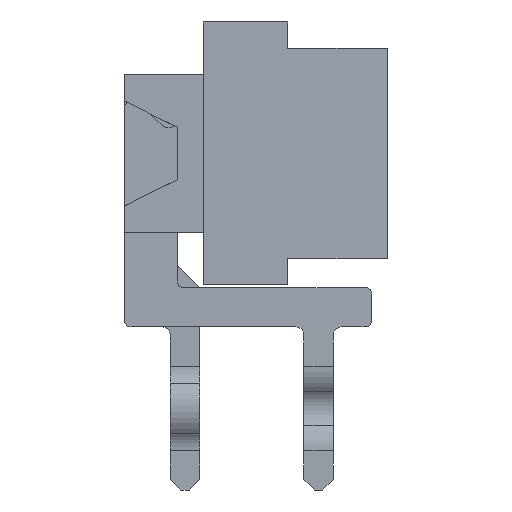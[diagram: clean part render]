
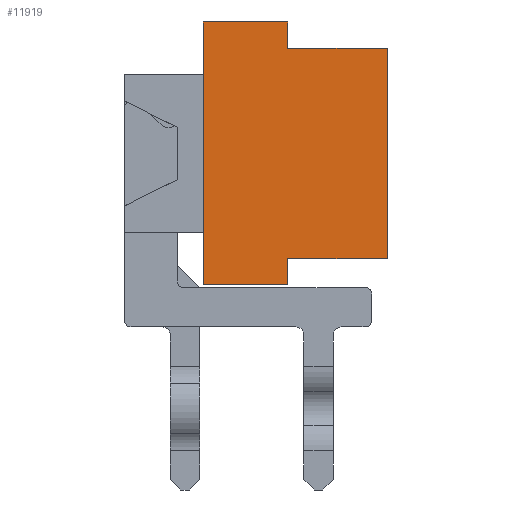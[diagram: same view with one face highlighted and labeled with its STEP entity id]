
A CAD part, front view. The second image highlights one B-rep face of the part: STEP entity #11919.
In plain terms, the highlighted face is planar.
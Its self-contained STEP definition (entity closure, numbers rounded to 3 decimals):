
#253=PLANE('',#12917);
#1256=LINE('',#18714,#2685);
#1275=LINE('',#18753,#2704);
#1276=LINE('',#18756,#2705);
#1277=LINE('',#18758,#2706);
#1278=LINE('',#18760,#2707);
#1279=LINE('',#18762,#2708);
#1280=LINE('',#18764,#2709);
#1281=LINE('',#18765,#2710);
#2685=VECTOR('',#15353,1000.);
#2704=VECTOR('',#15380,1000.);
#2705=VECTOR('',#15381,1000.);
#2706=VECTOR('',#15382,1000.);
#2707=VECTOR('',#15383,1000.);
#2708=VECTOR('',#15384,1000.);
#2709=VECTOR('',#15385,1000.);
#2710=VECTOR('',#15386,1000.);
#5515=ORIENTED_EDGE('',*,*,#7977,.T.);
#5516=ORIENTED_EDGE('',*,*,#7978,.F.);
#5517=ORIENTED_EDGE('',*,*,#7979,.F.);
#5518=ORIENTED_EDGE('',*,*,#7980,.F.);
#5519=ORIENTED_EDGE('',*,*,#7981,.F.);
#5520=ORIENTED_EDGE('',*,*,#7982,.T.);
#5521=ORIENTED_EDGE('',*,*,#7958,.F.);
#5522=ORIENTED_EDGE('',*,*,#7983,.T.);
#7958=EDGE_CURVE('',#9357,#9354,#1256,.T.);
#7977=EDGE_CURVE('',#9374,#9375,#1275,.T.);
#7978=EDGE_CURVE('',#9376,#9375,#1276,.T.);
#7979=EDGE_CURVE('',#9377,#9376,#1277,.T.);
#7980=EDGE_CURVE('',#9378,#9377,#1278,.T.);
#7981=EDGE_CURVE('',#9379,#9378,#1279,.T.);
#7982=EDGE_CURVE('',#9379,#9354,#1280,.T.);
#7983=EDGE_CURVE('',#9357,#9374,#1281,.T.);
#9354=VERTEX_POINT('',#18708);
#9357=VERTEX_POINT('',#18713);
#9374=VERTEX_POINT('',#18754);
#9375=VERTEX_POINT('',#18755);
#9376=VERTEX_POINT('',#18757);
#9377=VERTEX_POINT('',#18759);
#9378=VERTEX_POINT('',#18761);
#9379=VERTEX_POINT('',#18763);
#10494=EDGE_LOOP('',(#5515,#5516,#5517,#5518,#5519,#5520,#5521,#5522));
#11123=FACE_BOUND('',#10494,.T.);
#11919=ADVANCED_FACE('',(#11123),#253,.F.);
#12917=AXIS2_PLACEMENT_3D('',#18752,#15378,#15379);
#15353=DIRECTION('',(0.,1.,0.));
#15378=DIRECTION('',(-1.,0.,0.));
#15379=DIRECTION('',(0.,0.,1.));
#15380=DIRECTION('',(0.,1.,0.));
#15381=DIRECTION('',(0.,0.,-1.));
#15382=DIRECTION('',(0.,1.,0.));
#15383=DIRECTION('',(0.,0.,-1.));
#15384=DIRECTION('',(0.,1.,0.));
#15385=DIRECTION('',(0.,0.,-1.));
#15386=DIRECTION('',(0.,0.,-1.));
#18708=CARTESIAN_POINT('',(6.11,-2.,1.6));
#18713=CARTESIAN_POINT('',(6.11,-2.5,1.6));
#18714=CARTESIAN_POINT('',(6.11,-2.5,1.6));
#18752=CARTESIAN_POINT('',(6.11,-2.5,1.6));
#18753=CARTESIAN_POINT('',(6.11,-2.5,0.));
#18754=CARTESIAN_POINT('',(6.11,-2.5,0.));
#18755=CARTESIAN_POINT('',(6.11,2.5,0.));
#18756=CARTESIAN_POINT('',(6.11,2.5,1.6));
#18757=CARTESIAN_POINT('',(6.11,2.5,1.6));
#18758=CARTESIAN_POINT('',(6.11,-2.5,1.6));
#18759=CARTESIAN_POINT('',(6.11,2.,1.6));
#18760=CARTESIAN_POINT('',(6.11,2.,3.5));
#18761=CARTESIAN_POINT('',(6.11,2.,3.5));
#18762=CARTESIAN_POINT('',(6.11,-2.,3.5));
#18763=CARTESIAN_POINT('',(6.11,-2.,3.5));
#18764=CARTESIAN_POINT('',(6.11,-2.,3.5));
#18765=CARTESIAN_POINT('',(6.11,-2.5,1.6));
